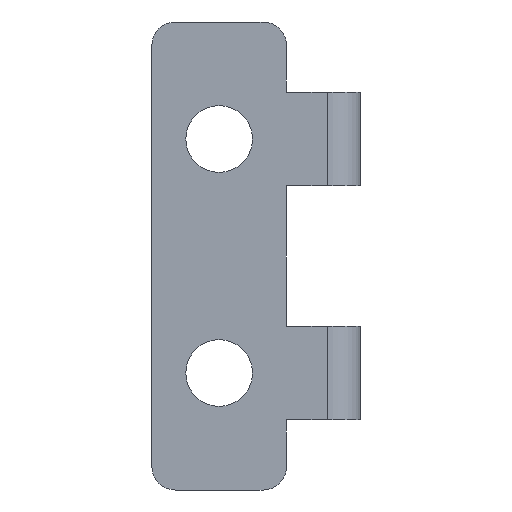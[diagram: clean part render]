
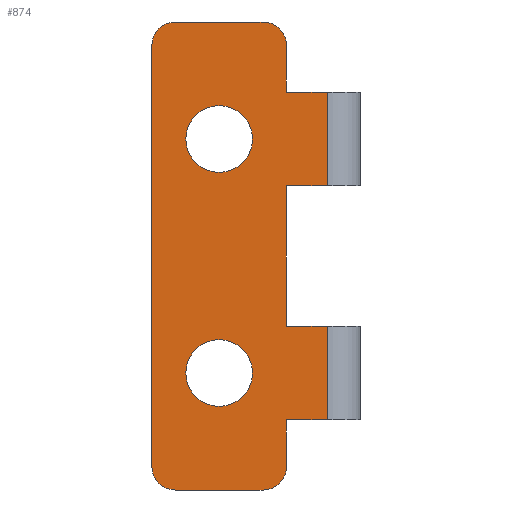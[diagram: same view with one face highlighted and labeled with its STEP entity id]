
A CAD part, front view. The second image highlights one B-rep face of the part: STEP entity #874.
In plain terms, the highlighted planar face has unit normal (0, -1, 0).
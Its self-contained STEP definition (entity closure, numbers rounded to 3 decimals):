
#5 = CARTESIAN_POINT ( 'NONE',  ( 9.5, -1.3, 38. ) ) ;
#8 = EDGE_CURVE ( 'NONE', #1067, #245, #574, .T. ) ;
#10 = DIRECTION ( 'NONE',  ( -1., 0., 0. ) ) ;
#13 = VERTEX_POINT ( 'NONE', #24 ) ;
#16 = CIRCLE ( 'NONE', #41, 2. ) ;
#18 = VECTOR ( 'NONE', #963, 1000. ) ;
#22 = VERTEX_POINT ( 'NONE', #53 ) ;
#24 = CARTESIAN_POINT ( 'NONE',  ( 11.5, -1.3, 2. ) ) ;
#25 = EDGE_CURVE ( 'NONE', #843, #13, #749, .T. ) ;
#41 = AXIS2_PLACEMENT_3D ( 'NONE', #1116, #305, #822 ) ;
#49 = CARTESIAN_POINT ( 'NONE',  ( 0., -1.3, 40. ) ) ;
#53 = CARTESIAN_POINT ( 'NONE',  ( 15., -1.3, 14. ) ) ;
#56 = VERTEX_POINT ( 'NONE', #842 ) ;
#65 = ORIENTED_EDGE ( 'NONE', *, *, #8, .F. ) ;
#68 = CARTESIAN_POINT ( 'NONE',  ( 0., -1.3, 38. ) ) ;
#76 = DIRECTION ( 'NONE',  ( 0., -1., 0. ) ) ;
#81 = EDGE_CURVE ( 'NONE', #220, #56, #840, .T. ) ;
#94 = CARTESIAN_POINT ( 'NONE',  ( 0., -1.3, 0. ) ) ;
#98 = FACE_OUTER_BOUND ( 'NONE', #114, .T. ) ;
#99 = DIRECTION ( 'NONE',  ( -1., 0., 0. ) ) ;
#109 = AXIS2_PLACEMENT_3D ( 'NONE', #661, #573, #641 ) ;
#114 = EDGE_LOOP ( 'NONE', ( #1096, #743, #719, #677, #596, #275, #266, #281, #535, #773, #290, #208, #765, #171, #65, #668 ) ) ;
#127 = CARTESIAN_POINT ( 'NONE',  ( 2.9, -1.3, 10. ) ) ;
#146 = CARTESIAN_POINT ( 'NONE',  ( 11.5, -1.3, 26. ) ) ;
#150 = CARTESIAN_POINT ( 'NONE',  ( 0., -1.3, 14. ) ) ;
#157 = CIRCLE ( 'NONE', #424, 2.85 ) ;
#161 = CARTESIAN_POINT ( 'NONE',  ( 11.5, -1.3, 0. ) ) ;
#163 = FACE_BOUND ( 'NONE', #1157, .T. ) ;
#169 = FACE_BOUND ( 'NONE', #701, .T. ) ;
#171 = ORIENTED_EDGE ( 'NONE', *, *, #491, .T. ) ;
#185 = DIRECTION ( 'NONE',  ( 0., 1., 0. ) ) ;
#189 = EDGE_CURVE ( 'NONE', #528, #220, #492, .T. ) ;
#190 = EDGE_CURVE ( 'NONE', #494, #528, #718, .T. ) ;
#194 = CARTESIAN_POINT ( 'NONE',  ( 2., -1.3, 38. ) ) ;
#205 = CARTESIAN_POINT ( 'NONE',  ( 2.9, -1.3, 30. ) ) ;
#208 = ORIENTED_EDGE ( 'NONE', *, *, #998, .F. ) ;
#220 = VERTEX_POINT ( 'NONE', #581 ) ;
#239 = ORIENTED_EDGE ( 'NONE', *, *, #1149, .T. ) ;
#243 = LINE ( 'NONE', #725, #892 ) ;
#244 = LINE ( 'NONE', #150, #18 ) ;
#245 = VERTEX_POINT ( 'NONE', #937 ) ;
#266 = ORIENTED_EDGE ( 'NONE', *, *, #409, .T. ) ;
#271 = VERTEX_POINT ( 'NONE', #502 ) ;
#272 = CARTESIAN_POINT ( 'NONE',  ( 15., -1.3, 34. ) ) ;
#275 = ORIENTED_EDGE ( 'NONE', *, *, #81, .T. ) ;
#281 = ORIENTED_EDGE ( 'NONE', *, *, #726, .T. ) ;
#288 = CARTESIAN_POINT ( 'NONE',  ( 11.5, -1.3, 0. ) ) ;
#289 = VECTOR ( 'NONE', #1010, 1000. ) ;
#290 = ORIENTED_EDGE ( 'NONE', *, *, #664, .F. ) ;
#298 = VERTEX_POINT ( 'NONE', #707 ) ;
#299 = VERTEX_POINT ( 'NONE', #205 ) ;
#305 = DIRECTION ( 'NONE',  ( 0., -1., 0. ) ) ;
#316 = VERTEX_POINT ( 'NONE', #410 ) ;
#358 = VECTOR ( 'NONE', #608, 1000. ) ;
#362 = LINE ( 'NONE', #466, #829 ) ;
#373 = DIRECTION ( 'NONE',  ( 0., 0., -1. ) ) ;
#409 = EDGE_CURVE ( 'NONE', #56, #1013, #440, .T. ) ;
#410 = CARTESIAN_POINT ( 'NONE',  ( 11.5, -1.3, 34. ) ) ;
#416 = DIRECTION ( 'NONE',  ( 0., 0., -1. ) ) ;
#421 = VECTOR ( 'NONE', #982, 1000. ) ;
#424 = AXIS2_PLACEMENT_3D ( 'NONE', #1120, #691, #839 ) ;
#436 = EDGE_CURVE ( 'NONE', #299, #299, #1094, .T. ) ;
#440 = LINE ( 'NONE', #94, #753 ) ;
#444 = VECTOR ( 'NONE', #1002, 1000. ) ;
#447 = VECTOR ( 'NONE', #625, 1000. ) ;
#450 = CARTESIAN_POINT ( 'NONE',  ( 2., -1.3, 40. ) ) ;
#456 = DIRECTION ( 'NONE',  ( -1., 0., 0. ) ) ;
#466 = CARTESIAN_POINT ( 'NONE',  ( 0., -1.3, 6. ) ) ;
#485 = CARTESIAN_POINT ( 'NONE',  ( 15., -1.3, 40. ) ) ;
#488 = VECTOR ( 'NONE', #373, 1000. ) ;
#491 = EDGE_CURVE ( 'NONE', #990, #245, #898, .T. ) ;
#492 = LINE ( 'NONE', #660, #444 ) ;
#494 = VERTEX_POINT ( 'NONE', #450 ) ;
#495 = EDGE_CURVE ( 'NONE', #298, #271, #667, .T. ) ;
#502 = CARTESIAN_POINT ( 'NONE',  ( 9.5, -1.3, 40. ) ) ;
#528 = VERTEX_POINT ( 'NONE', #68 ) ;
#535 = ORIENTED_EDGE ( 'NONE', *, *, #25, .F. ) ;
#536 = CARTESIAN_POINT ( 'NONE',  ( 5.75, -1.3, 30. ) ) ;
#543 = DIRECTION ( 'NONE',  ( 0., 1., 0. ) ) ;
#555 = EDGE_CURVE ( 'NONE', #494, #271, #1135, .T. ) ;
#572 = DIRECTION ( 'NONE',  ( 0., -1., 0. ) ) ;
#573 = DIRECTION ( 'NONE',  ( 0., -1., 0. ) ) ;
#574 = LINE ( 'NONE', #485, #488 ) ;
#578 = LINE ( 'NONE', #288, #972 ) ;
#581 = CARTESIAN_POINT ( 'NONE',  ( 0., -1.3, 2. ) ) ;
#596 = ORIENTED_EDGE ( 'NONE', *, *, #189, .T. ) ;
#602 = VERTEX_POINT ( 'NONE', #127 ) ;
#608 = DIRECTION ( 'NONE',  ( 1., 0., 0. ) ) ;
#617 = AXIS2_PLACEMENT_3D ( 'NONE', #721, #185, #10 ) ;
#618 = ORIENTED_EDGE ( 'NONE', *, *, #436, .T. ) ;
#621 = LINE ( 'NONE', #161, #421 ) ;
#625 = DIRECTION ( 'NONE',  ( 1., 0., 0. ) ) ;
#627 = EDGE_CURVE ( 'NONE', #733, #990, #621, .T. ) ;
#635 = DIRECTION ( 'NONE',  ( 1., 0., 0. ) ) ;
#641 = DIRECTION ( 'NONE',  ( -1., 0., 0. ) ) ;
#660 = CARTESIAN_POINT ( 'NONE',  ( 0., -1.3, 40. ) ) ;
#661 = CARTESIAN_POINT ( 'NONE',  ( 2., -1.3, 2. ) ) ;
#664 = EDGE_CURVE ( 'NONE', #22, #1001, #243, .T. ) ;
#667 = CIRCLE ( 'NONE', #764, 2. ) ;
#668 = ORIENTED_EDGE ( 'NONE', *, *, #1151, .F. ) ;
#677 = ORIENTED_EDGE ( 'NONE', *, *, #190, .T. ) ;
#691 = DIRECTION ( 'NONE',  ( 0., 1., 0. ) ) ;
#701 = EDGE_LOOP ( 'NONE', ( #618 ) ) ;
#707 = CARTESIAN_POINT ( 'NONE',  ( 11.5, -1.3, 38. ) ) ;
#713 = CARTESIAN_POINT ( 'NONE',  ( 15., -1.3, 6. ) ) ;
#718 = CIRCLE ( 'NONE', #1099, 2. ) ;
#719 = ORIENTED_EDGE ( 'NONE', *, *, #555, .F. ) ;
#721 = CARTESIAN_POINT ( 'NONE',  ( 0., -1.3, 40. ) ) ;
#725 = CARTESIAN_POINT ( 'NONE',  ( 15., -1.3, 40. ) ) ;
#726 = EDGE_CURVE ( 'NONE', #1013, #13, #16, .T. ) ;
#733 = VERTEX_POINT ( 'NONE', #999 ) ;
#743 = ORIENTED_EDGE ( 'NONE', *, *, #495, .T. ) ;
#749 = LINE ( 'NONE', #1029, #976 ) ;
#753 = VECTOR ( 'NONE', #635, 1000. ) ;
#764 = AXIS2_PLACEMENT_3D ( 'NONE', #5, #76, #456 ) ;
#765 = ORIENTED_EDGE ( 'NONE', *, *, #627, .T. ) ;
#773 = ORIENTED_EDGE ( 'NONE', *, *, #1061, .T. ) ;
#819 = PLANE ( 'NONE',  #617 ) ;
#822 = DIRECTION ( 'NONE',  ( -1., 0., 0. ) ) ;
#829 = VECTOR ( 'NONE', #1084, 1000. ) ;
#831 = DIRECTION ( 'NONE',  ( 0., 0., 1. ) ) ;
#839 = DIRECTION ( 'NONE',  ( -1., 0., 0. ) ) ;
#840 = CIRCLE ( 'NONE', #109, 2. ) ;
#842 = CARTESIAN_POINT ( 'NONE',  ( 2., -1.3, 0. ) ) ;
#843 = VERTEX_POINT ( 'NONE', #896 ) ;
#874 = ADVANCED_FACE ( 'NONE', ( #163, #169, #98 ), #819, .F. ) ;
#885 = CARTESIAN_POINT ( 'NONE',  ( 9.5, -1.3, 0. ) ) ;
#891 = AXIS2_PLACEMENT_3D ( 'NONE', #536, #543, #99 ) ;
#892 = VECTOR ( 'NONE', #906, 1000. ) ;
#896 = CARTESIAN_POINT ( 'NONE',  ( 11.5, -1.3, 6. ) ) ;
#898 = LINE ( 'NONE', #979, #447 ) ;
#906 = DIRECTION ( 'NONE',  ( 0., 0., -1. ) ) ;
#921 = EDGE_CURVE ( 'NONE', #316, #298, #578, .T. ) ;
#937 = CARTESIAN_POINT ( 'NONE',  ( 15., -1.3, 26. ) ) ;
#945 = CARTESIAN_POINT ( 'NONE',  ( 0., -1.3, 34. ) ) ;
#963 = DIRECTION ( 'NONE',  ( 1., 0., 0. ) ) ;
#972 = VECTOR ( 'NONE', #831, 1000. ) ;
#976 = VECTOR ( 'NONE', #416, 1000. ) ;
#979 = CARTESIAN_POINT ( 'NONE',  ( 0., -1.3, 26. ) ) ;
#982 = DIRECTION ( 'NONE',  ( 0., 0., 1. ) ) ;
#990 = VERTEX_POINT ( 'NONE', #146 ) ;
#998 = EDGE_CURVE ( 'NONE', #733, #22, #244, .T. ) ;
#999 = CARTESIAN_POINT ( 'NONE',  ( 11.5, -1.3, 14. ) ) ;
#1001 = VERTEX_POINT ( 'NONE', #713 ) ;
#1002 = DIRECTION ( 'NONE',  ( 0., 0., -1. ) ) ;
#1010 = DIRECTION ( 'NONE',  ( 1., 0., 0. ) ) ;
#1013 = VERTEX_POINT ( 'NONE', #885 ) ;
#1017 = DIRECTION ( 'NONE',  ( -1., 0., 0. ) ) ;
#1027 = LINE ( 'NONE', #945, #289 ) ;
#1029 = CARTESIAN_POINT ( 'NONE',  ( 11.5, -1.3, 0. ) ) ;
#1061 = EDGE_CURVE ( 'NONE', #843, #1001, #362, .T. ) ;
#1067 = VERTEX_POINT ( 'NONE', #272 ) ;
#1084 = DIRECTION ( 'NONE',  ( 1., 0., 0. ) ) ;
#1094 = CIRCLE ( 'NONE', #891, 2.85 ) ;
#1096 = ORIENTED_EDGE ( 'NONE', *, *, #921, .T. ) ;
#1099 = AXIS2_PLACEMENT_3D ( 'NONE', #194, #572, #1017 ) ;
#1116 = CARTESIAN_POINT ( 'NONE',  ( 9.5, -1.3, 2. ) ) ;
#1120 = CARTESIAN_POINT ( 'NONE',  ( 5.75, -1.3, 10. ) ) ;
#1135 = LINE ( 'NONE', #49, #358 ) ;
#1149 = EDGE_CURVE ( 'NONE', #602, #602, #157, .T. ) ;
#1151 = EDGE_CURVE ( 'NONE', #316, #1067, #1027, .T. ) ;
#1157 = EDGE_LOOP ( 'NONE', ( #239 ) ) ;
